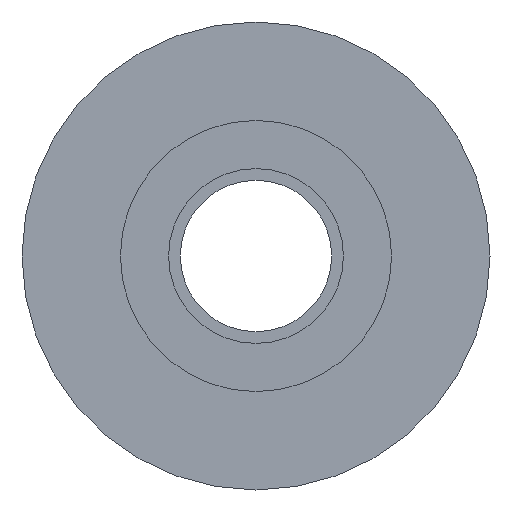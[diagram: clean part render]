
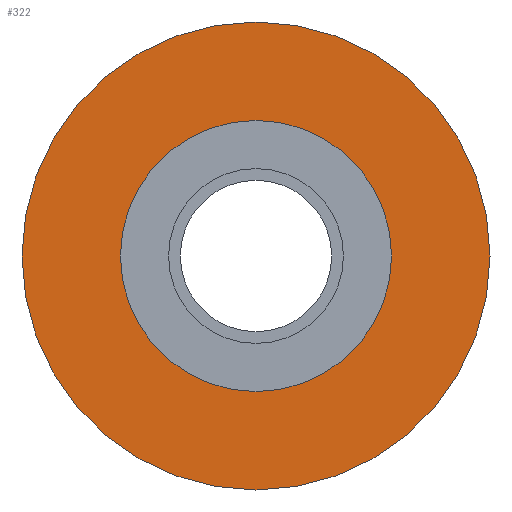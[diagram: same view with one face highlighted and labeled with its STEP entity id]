
A CAD part, left-side view. The second image highlights one B-rep face of the part: STEP entity #322.
In plain terms, the highlighted planar face has unit normal (-1, 0, 0).
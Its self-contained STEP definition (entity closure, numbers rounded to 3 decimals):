
#6 = DIRECTION ( 'NONE',  ( 0., 0., 1. ) ) ;
#10 = CARTESIAN_POINT ( 'NONE',  ( -10.38, 20.365, -17. ) ) ;
#49 = AXIS2_PLACEMENT_3D ( 'NONE', #243, #485, #190 ) ;
#61 = DIRECTION ( 'NONE',  ( -1., 0., 0. ) ) ;
#74 = DIRECTION ( 'NONE',  ( 0., 0., 1. ) ) ;
#80 = DIRECTION ( 'NONE',  ( 1., 0., 0. ) ) ;
#109 = CIRCLE ( 'NONE', #518, 9.85 ) ;
#115 = CARTESIAN_POINT ( 'NONE',  ( -10.38, 20.365, -9.85 ) ) ;
#136 = EDGE_CURVE ( 'NONE', #375, #264, #184, .T. ) ;
#137 = ORIENTED_EDGE ( 'NONE', *, *, #641, .T. ) ;
#138 = DIRECTION ( 'NONE',  ( -1., 0., 0. ) ) ;
#139 = CARTESIAN_POINT ( 'NONE',  ( -10.38, 20.365, 9.85 ) ) ;
#184 = CIRCLE ( 'NONE', #629, 9.85 ) ;
#190 = DIRECTION ( 'NONE',  ( 0., 0., 1. ) ) ;
#192 = ORIENTED_EDGE ( 'NONE', *, *, #606, .F. ) ;
#231 = DIRECTION ( 'NONE',  ( -1., 0., 0. ) ) ;
#243 = CARTESIAN_POINT ( 'NONE',  ( -10.38, 20.365, 0. ) ) ;
#252 = CIRCLE ( 'NONE', #49, 17. ) ;
#253 = EDGE_LOOP ( 'NONE', ( #192, #410 ) ) ;
#262 = CARTESIAN_POINT ( 'NONE',  ( -10.38, 20.365, 0. ) ) ;
#263 = FACE_OUTER_BOUND ( 'NONE', #620, .T. ) ;
#264 = VERTEX_POINT ( 'NONE', #139 ) ;
#276 = VERTEX_POINT ( 'NONE', #10 ) ;
#288 = AXIS2_PLACEMENT_3D ( 'NONE', #684, #138, #381 ) ;
#322 = ADVANCED_FACE ( 'NONE', ( #454, #263 ), #749, .F. ) ;
#324 = DIRECTION ( 'NONE',  ( 0., 0., -1. ) ) ;
#375 = VERTEX_POINT ( 'NONE', #115 ) ;
#381 = DIRECTION ( 'NONE',  ( 0., 0., 1. ) ) ;
#394 = CIRCLE ( 'NONE', #288, 17. ) ;
#410 = ORIENTED_EDGE ( 'NONE', *, *, #136, .F. ) ;
#454 = FACE_BOUND ( 'NONE', #253, .T. ) ;
#457 = ORIENTED_EDGE ( 'NONE', *, *, #601, .T. ) ;
#485 = DIRECTION ( 'NONE',  ( -1., 0., 0. ) ) ;
#518 = AXIS2_PLACEMENT_3D ( 'NONE', #262, #61, #74 ) ;
#522 = VERTEX_POINT ( 'NONE', #730 ) ;
#545 = CARTESIAN_POINT ( 'NONE',  ( -10.38, 20.365, 0. ) ) ;
#601 = EDGE_CURVE ( 'NONE', #522, #276, #394, .T. ) ;
#606 = EDGE_CURVE ( 'NONE', #264, #375, #109, .T. ) ;
#616 = AXIS2_PLACEMENT_3D ( 'NONE', #688, #80, #324 ) ;
#620 = EDGE_LOOP ( 'NONE', ( #457, #137 ) ) ;
#629 = AXIS2_PLACEMENT_3D ( 'NONE', #545, #231, #6 ) ;
#641 = EDGE_CURVE ( 'NONE', #276, #522, #252, .T. ) ;
#684 = CARTESIAN_POINT ( 'NONE',  ( -10.38, 20.365, 0. ) ) ;
#688 = CARTESIAN_POINT ( 'NONE',  ( -10.38, 37.365, 0. ) ) ;
#730 = CARTESIAN_POINT ( 'NONE',  ( -10.38, 20.365, 17. ) ) ;
#749 = PLANE ( 'NONE',  #616 ) ;
